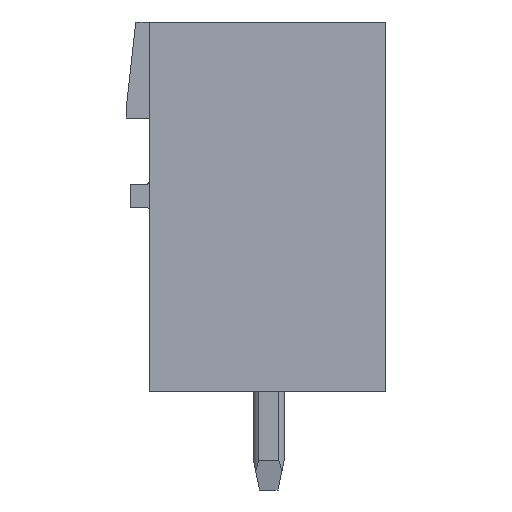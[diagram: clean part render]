
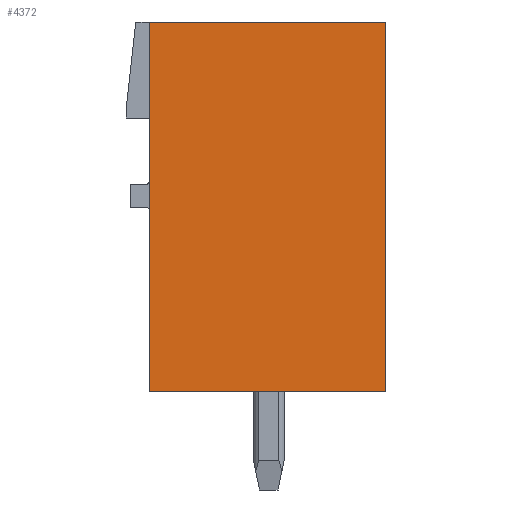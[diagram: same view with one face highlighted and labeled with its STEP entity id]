
A CAD part, left-side view. The second image highlights one B-rep face of the part: STEP entity #4372.
In plain terms, the highlighted planar face has unit normal (-1, 0, 0).
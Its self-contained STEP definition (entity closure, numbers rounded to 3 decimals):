
#4364=AXIS2_PLACEMENT_3D('Plane Axis2P3D',#4361,#4362,#4363) ;
#49=CARTESIAN_POINT('Vertex',(0.,0.,15.2)) ;
#52=CARTESIAN_POINT('Line Origine',(0.,0.,9.2)) ;
#56=CARTESIAN_POINT('Vertex',(0.,0.,3.2)) ;
#115=CARTESIAN_POINT('Vertex',(0.,7.68,15.2)) ;
#118=CARTESIAN_POINT('Line Origine',(0.,3.84,15.2)) ;
#1011=CARTESIAN_POINT('Vertex',(0.,7.68,3.2)) ;
#1014=CARTESIAN_POINT('Line Origine',(0.,7.68,9.2)) ;
#1268=CARTESIAN_POINT('Line Origine',(0.,3.84,3.2)) ;
#4361=CARTESIAN_POINT('Axis2P3D Location',(0.,0.,0.)) ;
#53=DIRECTION('Vector Direction',(0.,0.,-1.)) ;
#119=DIRECTION('Vector Direction',(0.,-1.,0.)) ;
#1015=DIRECTION('Vector Direction',(0.,0.,-1.)) ;
#1269=DIRECTION('Vector Direction',(0.,1.,0.)) ;
#4362=DIRECTION('Axis2P3D Direction',(-1.,0.,0.)) ;
#4363=DIRECTION('Axis2P3D XDirection',(0.,0.,1.)) ;
#54=VECTOR('Line Direction',#53,1.) ;
#120=VECTOR('Line Direction',#119,1.) ;
#1016=VECTOR('Line Direction',#1015,1.) ;
#1270=VECTOR('Line Direction',#1269,1.) ;
#4367=ORIENTED_EDGE('',*,*,#122,.T.) ;
#4368=ORIENTED_EDGE('',*,*,#1018,.T.) ;
#4369=ORIENTED_EDGE('',*,*,#1272,.T.) ;
#4370=ORIENTED_EDGE('',*,*,#58,.T.) ;
#4372=ADVANCED_FACE('HOUSING',(#4371),#4365,.T.) ;
#58=EDGE_CURVE('',#57,#50,#55,.F.) ;
#122=EDGE_CURVE('',#50,#116,#121,.F.) ;
#1018=EDGE_CURVE('',#116,#1012,#1017,.T.) ;
#1272=EDGE_CURVE('',#1012,#57,#1271,.F.) ;
#4366=EDGE_LOOP('',(#4367,#4368,#4369,#4370)) ;
#4371=FACE_OUTER_BOUND('',#4366,.T.) ;
#55=LINE('Line',#52,#54) ;
#121=LINE('Line',#118,#120) ;
#1017=LINE('Line',#1014,#1016) ;
#1271=LINE('Line',#1268,#1270) ;
#4365=PLANE('',#4364) ;
#50=VERTEX_POINT('',#49) ;
#57=VERTEX_POINT('',#56) ;
#116=VERTEX_POINT('',#115) ;
#1012=VERTEX_POINT('',#1011) ;
